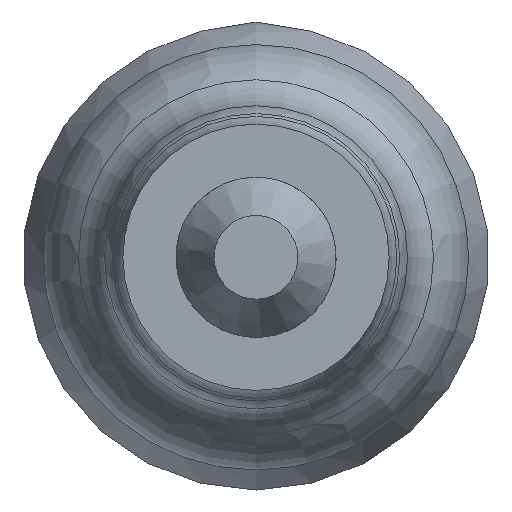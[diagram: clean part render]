
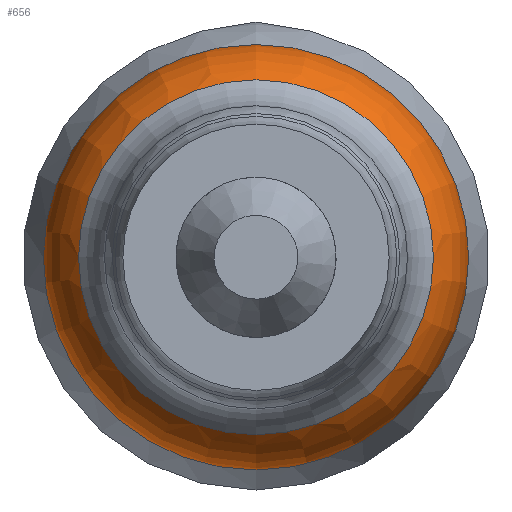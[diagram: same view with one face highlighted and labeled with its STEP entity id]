
A CAD part, left-side view. The second image highlights one B-rep face of the part: STEP entity #656.
In plain terms, the highlighted toroidal (fillet/blend) face has major radius 0.356 mm and minor radius 0.483 mm.
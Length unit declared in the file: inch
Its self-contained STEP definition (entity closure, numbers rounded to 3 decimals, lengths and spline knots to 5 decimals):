
#9 = VERTEX_POINT ( 'NONE', #551 ) ;
#43 = EDGE_LOOP ( 'NONE', ( #212 ) ) ;
#68 = CARTESIAN_POINT ( 'NONE',  ( 0.11517, 0., 0. ) ) ;
#77 = CARTESIAN_POINT ( 'NONE',  ( 0.10183, 0., 0.02753 ) ) ;
#141 = DIRECTION ( 'NONE',  ( -1., 0., 0. ) ) ;
#148 = AXIS2_PLACEMENT_3D ( 'NONE', #68, #586, #632 ) ;
#201 = ORIENTED_EDGE ( 'NONE', *, *, #678, .F. ) ;
#212 = ORIENTED_EDGE ( 'NONE', *, *, #588, .T. ) ;
#287 = TOROIDAL_SURFACE ( 'NONE', #148, 0.014, 0.019 ) ;
#305 = EDGE_LOOP ( 'NONE', ( #201 ) ) ;
#312 = FACE_OUTER_BOUND ( 'NONE', #43, .T. ) ;
#336 = DIRECTION ( 'NONE',  ( 0., 0., 1. ) ) ;
#376 = DIRECTION ( 'NONE',  ( -1., 0., 0. ) ) ;
#400 = DIRECTION ( 'NONE',  ( 0., 0., 1. ) ) ;
#430 = VERTEX_POINT ( 'NONE', #77 ) ;
#508 = CARTESIAN_POINT ( 'NONE',  ( 0.11517, 0., 0. ) ) ;
#522 = FACE_OUTER_BOUND ( 'NONE', #305, .T. ) ;
#543 = CARTESIAN_POINT ( 'NONE',  ( 0.10183, 0., 0. ) ) ;
#550 = AXIS2_PLACEMENT_3D ( 'NONE', #543, #376, #336 ) ;
#551 = CARTESIAN_POINT ( 'NONE',  ( 0.11517, 0., 0.033 ) ) ;
#586 = DIRECTION ( 'NONE',  ( -1., 0., 0. ) ) ;
#588 = EDGE_CURVE ( 'NONE', #9, #9, #617, .T. ) ;
#617 = CIRCLE ( 'NONE', #629, 0.033 ) ;
#629 = AXIS2_PLACEMENT_3D ( 'NONE', #508, #141, #400 ) ;
#632 = DIRECTION ( 'NONE',  ( 0., 0., 1. ) ) ;
#656 = ADVANCED_FACE ( 'NONE', ( #522, #312 ), #287, .T. ) ;
#678 = EDGE_CURVE ( 'NONE', #430, #430, #682, .T. ) ;
#682 = CIRCLE ( 'NONE', #550, 0.02753 ) ;
